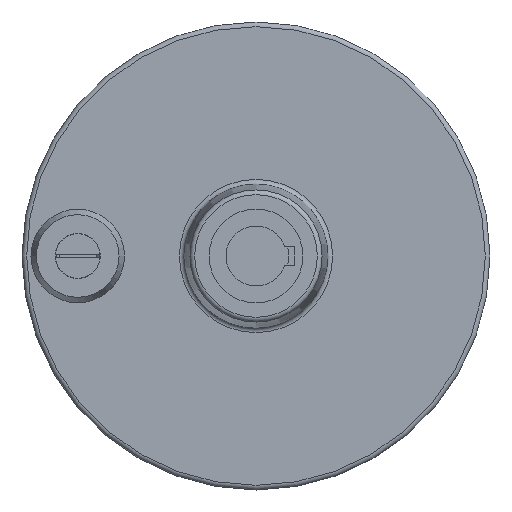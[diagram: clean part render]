
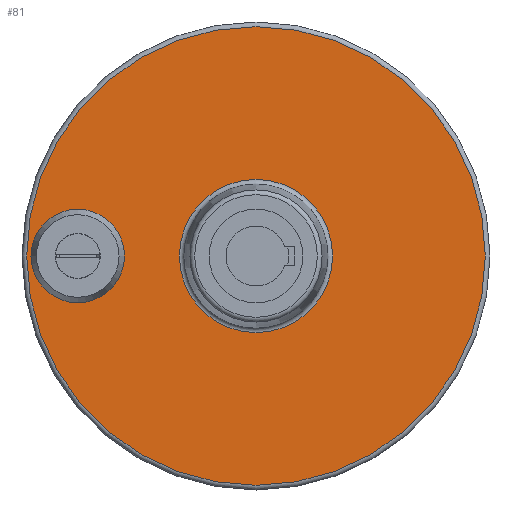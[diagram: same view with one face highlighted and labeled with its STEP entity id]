
A CAD part, front view. The second image highlights one B-rep face of the part: STEP entity #81.
In plain terms, the highlighted planar face has unit normal (0, -1, 0).
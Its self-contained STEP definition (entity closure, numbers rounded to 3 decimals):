
#81 = ADVANCED_FACE( '', ( #212, #213, #214 ), #215, .F. );
#212 = FACE_OUTER_BOUND( '', #420, .T. );
#213 = FACE_BOUND( '', #421, .T. );
#214 = FACE_BOUND( '', #422, .T. );
#215 = PLANE( '', #423 );
#420 = EDGE_LOOP( '', ( #622 ) );
#421 = EDGE_LOOP( '', ( #623 ) );
#422 = EDGE_LOOP( '', ( #624 ) );
#423 = AXIS2_PLACEMENT_3D( '', #625, #626, #627 );
#622 = ORIENTED_EDGE( '', *, *, #1054, .F. );
#623 = ORIENTED_EDGE( '', *, *, #1055, .F. );
#624 = ORIENTED_EDGE( '', *, *, #1056, .T. );
#625 = CARTESIAN_POINT( '', ( 27.091, -3., 0. ) );
#626 = DIRECTION( '', ( 0., 1., 0. ) );
#627 = DIRECTION( '', ( 0., 0., 1. ) );
#1054 = EDGE_CURVE( '', #1214, #1214, #1215, .T. );
#1055 = EDGE_CURVE( '', #1216, #1216, #1217, .F. );
#1056 = EDGE_CURVE( '', #1218, #1218, #1219, .T. );
#1214 = VERTEX_POINT( '', #1447 );
#1215 = CIRCLE( '', #1448, 61.104 );
#1216 = VERTEX_POINT( '', #1449 );
#1217 = CIRCLE( '', #1450, 12.456 );
#1218 = VERTEX_POINT( '', #1451 );
#1219 = CIRCLE( '', #1452, 20.409 );
#1447 = CARTESIAN_POINT( '', ( 47.5, -3., 61.104 ) );
#1448 = AXIS2_PLACEMENT_3D( '', #1921, #1922, #1923 );
#1449 = CARTESIAN_POINT( '', ( 0., -3., 12.456 ) );
#1450 = AXIS2_PLACEMENT_3D( '', #1924, #1925, #1926 );
#1451 = CARTESIAN_POINT( '', ( 47.5, -3., 20.409 ) );
#1452 = AXIS2_PLACEMENT_3D( '', #1927, #1928, #1929 );
#1921 = CARTESIAN_POINT( '', ( 47.5, -3., 0. ) );
#1922 = DIRECTION( '', ( 0., 1., 0. ) );
#1923 = DIRECTION( '', ( 0., 0., 1. ) );
#1924 = CARTESIAN_POINT( '', ( 0., -3., 0. ) );
#1925 = DIRECTION( '', ( 0., 1., 0. ) );
#1926 = DIRECTION( '', ( 0., 0., 1. ) );
#1927 = CARTESIAN_POINT( '', ( 47.5, -3., 0. ) );
#1928 = DIRECTION( '', ( 0., 1., 0. ) );
#1929 = DIRECTION( '', ( 0., 0., 1. ) );
